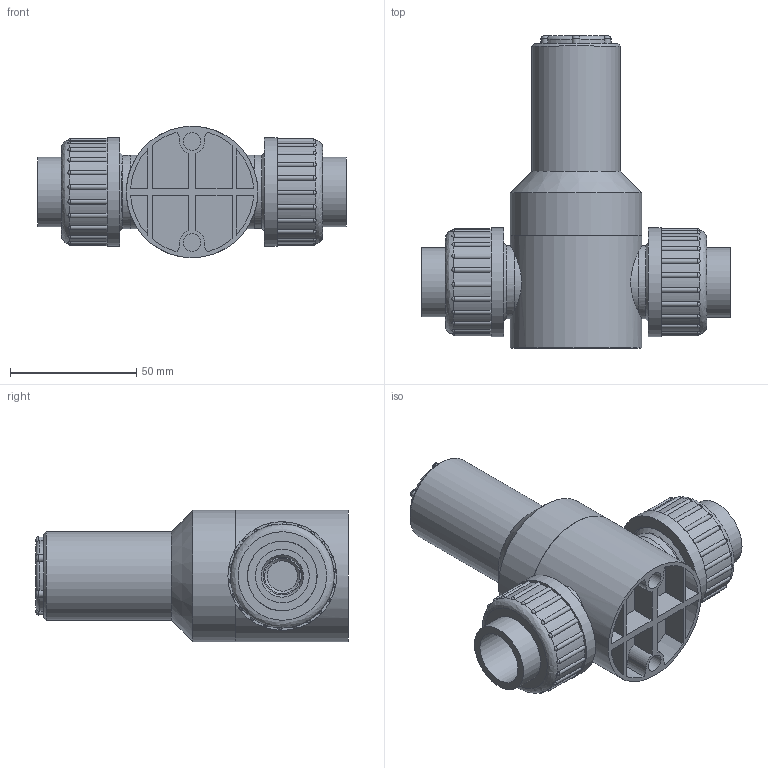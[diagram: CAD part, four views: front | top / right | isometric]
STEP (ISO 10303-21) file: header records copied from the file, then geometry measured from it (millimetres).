
FILE_DESCRIPTION (( 'STEP AP214' ), '1' );
FILE_NAME ('20-1102-0X.step', '2019-10-23T13:44:07', ( '' ), ( '' ), 'SwSTEP 2.0', 'SolidWorks 2020', '' );
FILE_SCHEMA (( 'AUTOMOTIVE_DESIGN' ));
Length unit declared in the file: millimetre
Products named in the file (8): 20mm moulded body PS-95-341.step; 20-1102-0X; 729511106_03.step; PVC Bonnet all size_20mm GFPP.step; .5 inch union adapters.step; 16mm Cap.step; 729511106_01.step; 20-1102-0X.step
Assembly tree (10 placements, depth 3):
  20-1102-0X
    20-1102-0X.step
      PVC Bonnet all size_20mm GFPP.step
      16mm Cap.step
      .5 inch union adapters.step  x2
      729511106_03.step  x2
      729511106_01.step  x2
      20mm moulded body PS-95-341.step
Bounding box: 122.17 x 123.4 x 52 mm (x, y, z)
Volume: 251538.4 mm3; surface area: 71939.3 mm2
Topology: 9 solids, 9 shells, 376 faces, 1001 edges, 665 vertices
Faces by surface type: cylinder 185, plane 95, bspline 72, cone 17, torus 7
Full cylindrical faces by diameter (mm): 7 x2, 12 x2, 15 x3, 17 x1, 18.4 x2, 18.631 x14, 20.995 x8, 21.3 x2, 26.4 x2, 27.003 x2, 27.5 x2, 27.6 x2, 29 x4, 30.1 x4, 32.584 x2, 33.249 x8, 35 x1, 38 x1, 43 x2, 52 x2
Entity records: 15504 total; most frequent: CARTESIAN_POINT 10245, ORIENTED_EDGE 1012, DIRECTION 977, EDGE_CURVE 506, AXIS2_PLACEMENT_3D 415, VERTEX_POINT 360, EDGE_LOOP 316, FACE_OUTER_BOUND 270
